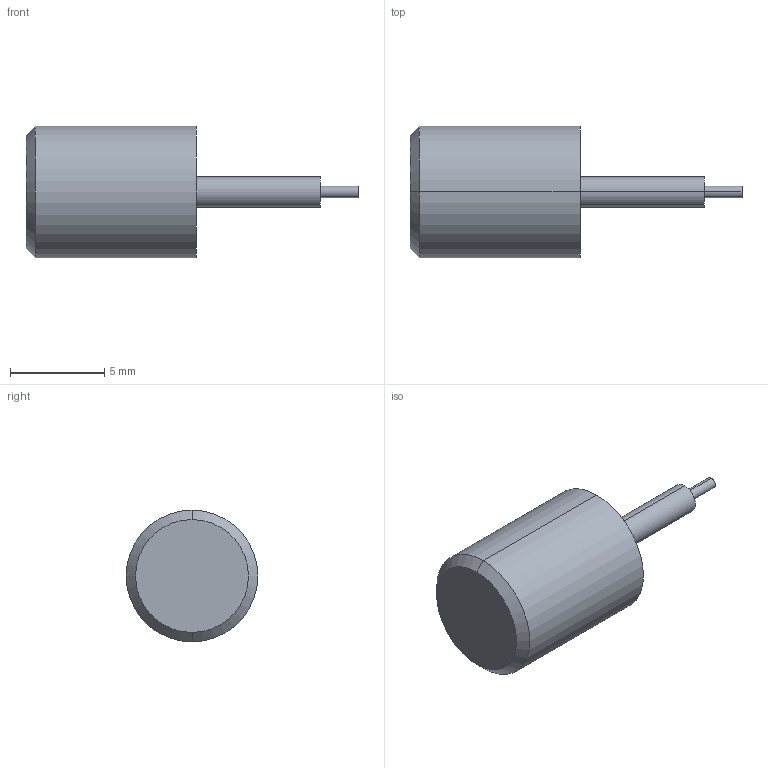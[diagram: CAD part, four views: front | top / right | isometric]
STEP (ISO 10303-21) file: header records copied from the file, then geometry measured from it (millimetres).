
FILE_DESCRIPTION (( 'STEP AP214' ), '1' );
FILE_NAME ('FMANRBD1062_3D.step', '2024-07-23T22:26:18', ( '' ), ( '' ), 'SwSTEP 2.0', 'SolidWorks 2022', '' );
FILE_SCHEMA (( 'AUTOMOTIVE_DESIGN' ));
Length unit declared in the file: millimetre
Products named in the file (1): FMANRBD1062_3D
Bounding box: 17.64 x 7 x 7 mm (x, y, z)
Volume: 359 mm3; surface area: 305.9 mm2
Topology: 1 solids, 1 shells, 12 faces, 22 edges, 14 vertices
Faces by surface type: cylinder 6, plane 4, cone 2
Entity records: 470 total; most frequent: DIRECTION 62, CARTESIAN_POINT 49, ORIENTED_EDGE 44, AXIS2_PLACEMENT_3D 27, EDGE_CURVE 22, UNCERTAINTY_MEASURE_WITH_UNIT 15, SURFACE_STYLE_FILL_AREA 14, MECHANICAL_DESIGN_GEOMETRIC_PRESENTATION_REPRESENTATION 14
